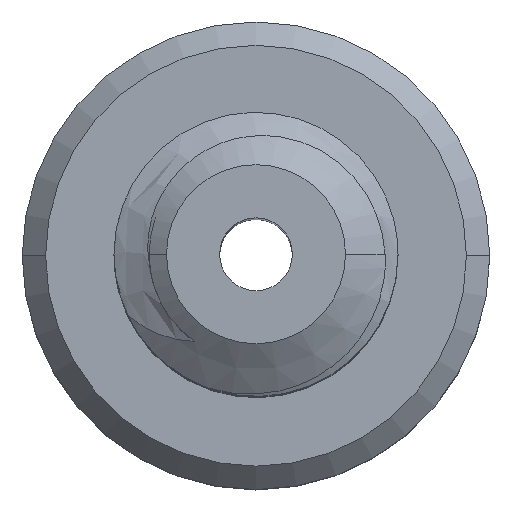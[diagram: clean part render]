
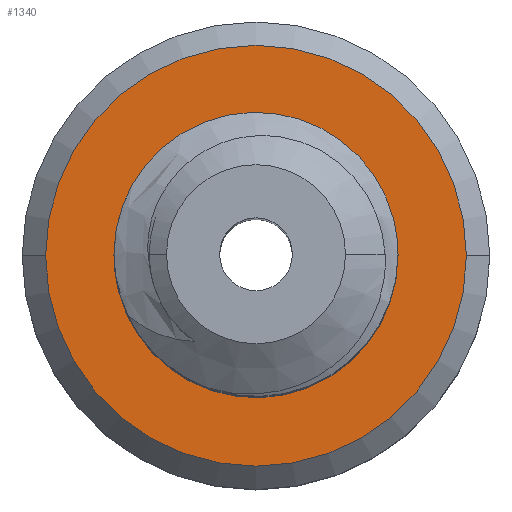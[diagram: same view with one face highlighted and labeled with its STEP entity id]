
A CAD part, top view. The second image highlights one B-rep face of the part: STEP entity #1340.
In plain terms, the highlighted planar face has unit normal (0, 0, 1).
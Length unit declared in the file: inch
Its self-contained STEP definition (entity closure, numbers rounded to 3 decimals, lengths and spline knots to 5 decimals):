
#16 = AXIS2_PLACEMENT_3D ( 'NONE', #2868, #1068, #3289 ) ;
#47 = CARTESIAN_POINT ( 'NONE',  ( 0.04498, 0.06238, -0.5 ) ) ;
#68 = VERTEX_POINT ( 'NONE', #186 ) ;
#101 = CARTESIAN_POINT ( 'NONE',  ( -0.0721, -0.01531, -0.5 ) ) ;
#123 = AXIS2_PLACEMENT_3D ( 'NONE', #3354, #4470, #2260 ) ;
#139 = CIRCLE ( 'NONE', #2942, 0.0617 ) ;
#186 = CARTESIAN_POINT ( 'NONE',  ( 0.04323, -0.04403, -0.5 ) ) ;
#315 = ORIENTED_EDGE ( 'NONE', *, *, #2644, .F. ) ;
#564 = FACE_BOUND ( 'NONE', #1783, .T. ) ;
#735 = CARTESIAN_POINT ( 'NONE',  ( 0., 0.082, -0.5 ) ) ;
#737 = EDGE_LOOP ( 'NONE', ( #1788, #3784 ) ) ;
#742 = VERTEX_POINT ( 'NONE', #3121 ) ;
#798 = CARTESIAN_POINT ( 'NONE',  ( -0.02833, -0.0595, -0.5 ) ) ;
#813 = DIRECTION ( 'NONE',  ( 1., 0., 0. ) ) ;
#850 = CARTESIAN_POINT ( 'NONE',  ( 0., -0.0617, -0.5 ) ) ;
#891 = EDGE_CURVE ( 'NONE', #1463, #1473, #2558, .T. ) ;
#911 = CIRCLE ( 'NONE', #123, 0.1215 ) ;
#1025 = DIRECTION ( 'NONE',  ( 0., 0., -1. ) ) ;
#1068 = DIRECTION ( 'NONE',  ( 0., 0., 1. ) ) ;
#1076 = CIRCLE ( 'NONE', #2938, 0.082 ) ;
#1116 = VERTEX_POINT ( 'NONE', #850 ) ;
#1142 = CARTESIAN_POINT ( 'NONE',  ( -0.03499, -0.05696, -0.5 ) ) ;
#1164 = CARTESIAN_POINT ( 'NONE',  ( 0.04323, -0.04403, -0.5 ) ) ;
#1340 = ADVANCED_FACE ( 'NONE', ( #2902, #564 ), #3548, .F. ) ;
#1451 = CARTESIAN_POINT ( 'NONE',  ( 0.02736, 0.07449, -0.5 ) ) ;
#1463 = VERTEX_POINT ( 'NONE', #2122 ) ;
#1473 = VERTEX_POINT ( 'NONE', #1812 ) ;
#1505 = CARTESIAN_POINT ( 'NONE',  ( 0.04903, -0.03974, -0.5 ) ) ;
#1512 = CARTESIAN_POINT ( 'NONE',  ( -0.06238, -0.03445, -0.5 ) ) ;
#1629 = EDGE_CURVE ( 'NONE', #1116, #742, #1785, .T. ) ;
#1714 = B_SPLINE_CURVE_WITH_KNOTS ( 'NONE', 3,
 ( #735, #1781, #3661, #1451, #1848, #47, #3343, #1905, #3693, #3728, #4429, #2989, #2211, #2591, #2247, #3312, #1505, #1164 ),
 .UNSPECIFIED., .F., .F.,
 ( 4, 2, 2, 2, 2, 2, 2, 2, 4 ),
 ( 0., 0.00054, 0.00108, 0.00162, 0.00216, 0.0027, 0.00324, 0.00378, 0.00432 ),
 .UNSPECIFIED. ) ;
#1781 = CARTESIAN_POINT ( 'NONE',  ( 0.00716, 0.08132, -0.5 ) ) ;
#1783 = EDGE_LOOP ( 'NONE', ( #315, #2923, #4082, #2433 ) ) ;
#1785 = B_SPLINE_CURVE_WITH_KNOTS ( 'NONE', 3,
 ( #4093, #2621, #3360, #798, #1142, #3346, #3712, #1512, #1894, #101, #2651, #2304, #3734, #3764, #1909, #4479, #2268, #4195 ),
 .UNSPECIFIED., .F., .F.,
 ( 4, 2, 2, 2, 2, 2, 2, 2, 4 ),
 ( 0., 0.00054, 0.00108, 0.00162, 0.00216, 0.0027, 0.00325, 0.00379, 0.00433 ),
 .UNSPECIFIED. ) ;
#1788 = ORIENTED_EDGE ( 'NONE', *, *, #891, .T. ) ;
#1812 = CARTESIAN_POINT ( 'NONE',  ( 0.1215, 0., -0.5 ) ) ;
#1848 = CARTESIAN_POINT ( 'NONE',  ( 0.03367, 0.07096, -0.5 ) ) ;
#1894 = CARTESIAN_POINT ( 'NONE',  ( -0.06621, -0.02836, -0.5 ) ) ;
#1905 = CARTESIAN_POINT ( 'NONE',  ( 0.05863, 0.04587, -0.5 ) ) ;
#1909 = CARTESIAN_POINT ( 'NONE',  ( -0.0718, 0.03395, -0.5 ) ) ;
#1934 = DIRECTION ( 'NONE',  ( 0., 0., -1. ) ) ;
#1971 = EDGE_CURVE ( 'NONE', #1473, #1463, #911, .T. ) ;
#2104 = CARTESIAN_POINT ( 'NONE',  ( 0., 0., -0.5 ) ) ;
#2122 = CARTESIAN_POINT ( 'NONE',  ( -0.1215, 0., -0.5 ) ) ;
#2211 = CARTESIAN_POINT ( 'NONE',  ( 0.06853, -0.00216, -0.5 ) ) ;
#2247 = CARTESIAN_POINT ( 'NONE',  ( 0.06179, -0.02251, -0.5 ) ) ;
#2260 = DIRECTION ( 'NONE',  ( -1., 0., 0. ) ) ;
#2268 = CARTESIAN_POINT ( 'NONE',  ( -0.06202, 0.05296, -0.5 ) ) ;
#2304 = CARTESIAN_POINT ( 'NONE',  ( -0.07604, 0.0057, -0.5 ) ) ;
#2433 = ORIENTED_EDGE ( 'NONE', *, *, #1629, .T. ) ;
#2453 = DIRECTION ( 'NONE',  ( -1., 0., 0. ) ) ;
#2558 = CIRCLE ( 'NONE', #16, 0.1215 ) ;
#2591 = CARTESIAN_POINT ( 'NONE',  ( 0.06472, -0.01604, -0.5 ) ) ;
#2593 = EDGE_CURVE ( 'NONE', #4239, #68, #1714, .T. ) ;
#2621 = CARTESIAN_POINT ( 'NONE',  ( -0.00714, -0.06261, -0.5 ) ) ;
#2644 = EDGE_CURVE ( 'NONE', #4239, #742, #1076, .T. ) ;
#2651 = CARTESIAN_POINT ( 'NONE',  ( -0.07408, -0.00841, -0.5 ) ) ;
#2868 = CARTESIAN_POINT ( 'NONE',  ( 0., 0., -0.5 ) ) ;
#2902 = FACE_OUTER_BOUND ( 'NONE', #737, .T. ) ;
#2923 = ORIENTED_EDGE ( 'NONE', *, *, #2593, .T. ) ;
#2938 = AXIS2_PLACEMENT_3D ( 'NONE', #3002, #4440, #813 ) ;
#2942 = AXIS2_PLACEMENT_3D ( 'NONE', #3781, #1934, #3414 ) ;
#2989 = CARTESIAN_POINT ( 'NONE',  ( 0.06931, 0.00491, -0.5 ) ) ;
#3002 = CARTESIAN_POINT ( 'NONE',  ( 0., 0., -0.5 ) ) ;
#3121 = CARTESIAN_POINT ( 'NONE',  ( -0.05745, 0.05851, -0.5 ) ) ;
#3289 = DIRECTION ( 'NONE',  ( -1., 0., 0. ) ) ;
#3312 = CARTESIAN_POINT ( 'NONE',  ( 0.05388, -0.03451, -0.5 ) ) ;
#3343 = CARTESIAN_POINT ( 'NONE',  ( 0.05011, 0.05722, -0.5 ) ) ;
#3346 = CARTESIAN_POINT ( 'NONE',  ( -0.04741, -0.04976, -0.5 ) ) ;
#3354 = CARTESIAN_POINT ( 'NONE',  ( 0., 0., -0.5 ) ) ;
#3360 = CARTESIAN_POINT ( 'NONE',  ( -0.01424, -0.06235, -0.5 ) ) ;
#3414 = DIRECTION ( 'NONE',  ( 1., 0., 0. ) ) ;
#3548 = PLANE ( 'NONE',  #3807 ) ;
#3661 = CARTESIAN_POINT ( 'NONE',  ( 0.01407, 0.07967, -0.5 ) ) ;
#3693 = CARTESIAN_POINT ( 'NONE',  ( 0.06218, 0.03952, -0.5 ) ) ;
#3712 = CARTESIAN_POINT ( 'NONE',  ( -0.05293, -0.04522, -0.5 ) ) ;
#3728 = CARTESIAN_POINT ( 'NONE',  ( 0.06718, 0.02624, -0.5 ) ) ;
#3734 = CARTESIAN_POINT ( 'NONE',  ( -0.07599, 0.01295, -0.5 ) ) ;
#3764 = CARTESIAN_POINT ( 'NONE',  ( -0.07389, 0.02699, -0.5 ) ) ;
#3781 = CARTESIAN_POINT ( 'NONE',  ( 0., 0., -0.5 ) ) ;
#3784 = ORIENTED_EDGE ( 'NONE', *, *, #1971, .T. ) ;
#3807 = AXIS2_PLACEMENT_3D ( 'NONE', #2104, #1025, #2453 ) ;
#3828 = EDGE_CURVE ( 'NONE', #68, #1116, #139, .T. ) ;
#4082 = ORIENTED_EDGE ( 'NONE', *, *, #3828, .T. ) ;
#4093 = CARTESIAN_POINT ( 'NONE',  ( 0., -0.0617, -0.5 ) ) ;
#4195 = CARTESIAN_POINT ( 'NONE',  ( -0.05745, 0.05851, -0.5 ) ) ;
#4239 = VERTEX_POINT ( 'NONE', #4591 ) ;
#4429 = CARTESIAN_POINT ( 'NONE',  ( 0.06864, 0.01922, -0.5 ) ) ;
#4440 = DIRECTION ( 'NONE',  ( 0., 0., 1. ) ) ;
#4470 = DIRECTION ( 'NONE',  ( 0., 0., 1. ) ) ;
#4479 = CARTESIAN_POINT ( 'NONE',  ( -0.06584, 0.04685, -0.5 ) ) ;
#4591 = CARTESIAN_POINT ( 'NONE',  ( 0., 0.082, -0.5 ) ) ;
